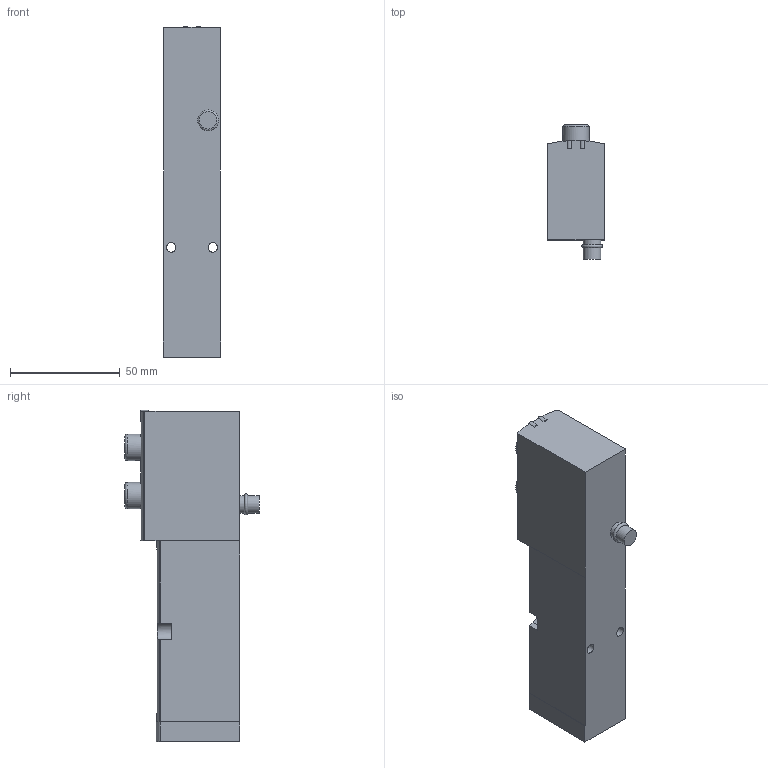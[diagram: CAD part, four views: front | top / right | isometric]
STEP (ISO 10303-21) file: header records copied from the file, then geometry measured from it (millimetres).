
FILE_DESCRIPTION(/* description */ ('STEP AP214'),/* implementation_level */ '2;1');
FILE_NAME(/* name */ '8031816_VSVA-B-P53BD-ZD-A1-1T1L',/* time_stamp */ '2024-09-17T07:42:44+02:00',/* author */ ('License CC BY-ND 4.0'),/* organization */ ('CADENAS'),/* preprocessor_version */ 'ST-DEVELOPER v19.3',/* originating_system */ 'PARTsolutions',/* authorisation */ ' ');
FILE_SCHEMA (('AUTOMOTIVE_DESIGN {1 0 10303 214 3 1 1}'));
Length unit declared in the file: millimetre
Products named in the file (1): 8031816 VSVA-B-P53BD-ZD-A1-1T1L
Bounding box: 26.2 x 61.3 x 151.18 mm (x, y, z)
Volume: 157251.9 mm3; surface area: 23933.4 mm2
Topology: 1 solids, 1 shells, 92 faces, 233 edges, 152 vertices
Faces by surface type: plane 50, cylinder 39, torus 3
Full cylindrical faces by diameter (mm): 4.3 x2, 8 x2, 12 x2
Entity records: 3445 total; most frequent: CARTESIAN_POINT 517, DIRECTION 484, ORIENTED_EDGE 448, EDGE_CURVE 224, AXIS2_PLACEMENT_3D 173, VERTEX_POINT 152, LINE 138, VECTOR 138
